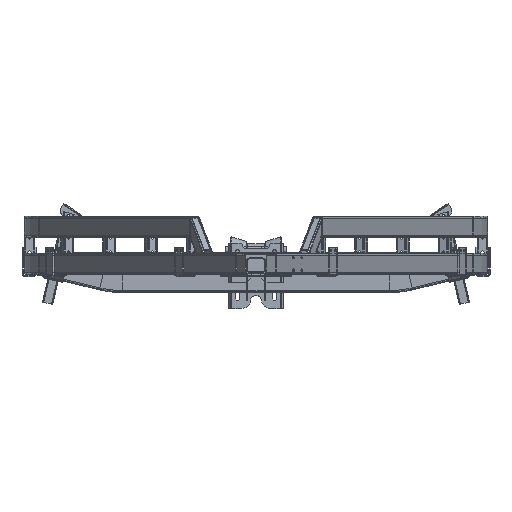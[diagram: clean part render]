
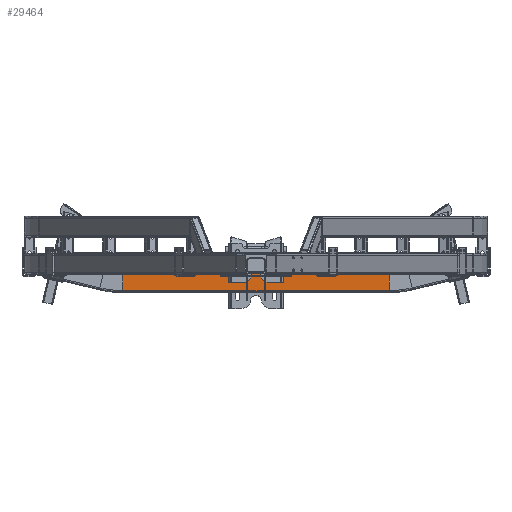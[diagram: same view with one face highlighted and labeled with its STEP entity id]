
A CAD part, left-side view. The second image highlights one B-rep face of the part: STEP entity #29464.
In plain terms, the highlighted free-form (B-spline) face has degree [1, 1] with [2, 2] control points.
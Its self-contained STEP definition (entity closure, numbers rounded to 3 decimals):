
#29158 = EDGE_CURVE('',#29159,#29161,#29163,.T.);
#29159 = VERTEX_POINT('',#29160);
#29160 = CARTESIAN_POINT('',(2517.811,-426.676,
    5.939));
#29161 = VERTEX_POINT('',#29162);
#29162 = CARTESIAN_POINT('',(2517.811,-426.676,
    -48.363));
#29163 = B_SPLINE_CURVE_WITH_KNOTS('',1,(#29164,#29165),.UNSPECIFIED.,
  .F.,.F.,(2,2),(0.,64.),.PIECEWISE_BEZIER_KNOTS.);
#29164 = CARTESIAN_POINT('',(2517.811,-426.676,
    5.939));
#29165 = CARTESIAN_POINT('',(2517.811,-426.676,
    -48.363));
#29236 = EDGE_CURVE('',#29237,#29239,#29241,.T.);
#29237 = VERTEX_POINT('',#29238);
#29238 = CARTESIAN_POINT('',(2517.811,426.676,
    5.939));
#29239 = VERTEX_POINT('',#29240);
#29240 = CARTESIAN_POINT('',(2517.811,426.676,
    -48.363));
#29241 = B_SPLINE_CURVE_WITH_KNOTS('',1,(#29242,#29243),.UNSPECIFIED.,
  .F.,.F.,(2,2),(0.,64.),.PIECEWISE_BEZIER_KNOTS.);
#29242 = CARTESIAN_POINT('',(2517.811,426.676,
    5.939));
#29243 = CARTESIAN_POINT('',(2517.811,426.676,
    -48.363));
#29452 = EDGE_CURVE('',#29239,#29161,#29453,.T.);
#29453 = B_SPLINE_CURVE_WITH_KNOTS('',1,(#29454,#29455),.UNSPECIFIED.,
  .F.,.F.,(2,2),(0.,1005.752),.PIECEWISE_BEZIER_KNOTS.);
#29454 = CARTESIAN_POINT('',(2517.811,426.676,
    -48.363));
#29455 = CARTESIAN_POINT('',(2517.811,-426.676,
    -48.363));
#29464 = ADVANCED_FACE('',(#29465,#29479,#29493),#29503,.T.);
#29465 = FACE_BOUND('',#29466,.T.);
#29466 = EDGE_LOOP('',(#29467));
#29467 = ORIENTED_EDGE('',*,*,#29468,.T.);
#29468 = EDGE_CURVE('',#29469,#29469,#29471,.T.);
#29469 = VERTEX_POINT('',#29470);
#29470 = CARTESIAN_POINT('',(2517.811,-59.393,
    -9.757));
#29471 = ( BOUNDED_CURVE() B_SPLINE_CURVE(2,(#29472,#29473,#29474,#29475
    ,#29476,#29477,#29478),.UNSPECIFIED.,.T.,.F.) 
B_SPLINE_CURVE_WITH_KNOTS((1,2,2,2,2,1),(-2.094,0.,
    2.094,4.189,6.283,8.378),
.UNSPECIFIED.) CURVE() GEOMETRIC_REPRESENTATION_ITEM() 
RATIONAL_B_SPLINE_CURVE((1.,0.5,1.,0.5,1.,0.5,1.)) REPRESENTATION_ITEM(
  '') );
#29472 = CARTESIAN_POINT('',(2517.811,-59.393,
    -9.757));
#29473 = CARTESIAN_POINT('',(2517.811,-49.841,
    -9.757));
#29474 = CARTESIAN_POINT('',(2517.811,-54.617,
    -1.485));
#29475 = CARTESIAN_POINT('',(2517.811,-59.393,
    6.788));
#29476 = CARTESIAN_POINT('',(2517.811,-64.169,
    -1.485));
#29477 = CARTESIAN_POINT('',(2517.811,-68.945,
    -9.757));
#29478 = CARTESIAN_POINT('',(2517.811,-59.393,
    -9.757));
#29479 = FACE_BOUND('',#29480,.T.);
#29480 = EDGE_LOOP('',(#29481));
#29481 = ORIENTED_EDGE('',*,*,#29482,.T.);
#29482 = EDGE_CURVE('',#29483,#29483,#29485,.T.);
#29483 = VERTEX_POINT('',#29484);
#29484 = CARTESIAN_POINT('',(2517.811,59.393,
    -9.757));
#29485 = ( BOUNDED_CURVE() B_SPLINE_CURVE(2,(#29486,#29487,#29488,#29489
    ,#29490,#29491,#29492),.UNSPECIFIED.,.T.,.F.) 
B_SPLINE_CURVE_WITH_KNOTS((1,2,2,2,2,1),(-2.094,0.,
    2.094,4.189,6.283,8.378),
.UNSPECIFIED.) CURVE() GEOMETRIC_REPRESENTATION_ITEM() 
RATIONAL_B_SPLINE_CURVE((1.,0.5,1.,0.5,1.,0.5,1.)) REPRESENTATION_ITEM(
  '') );
#29486 = CARTESIAN_POINT('',(2517.811,59.393,
    -9.757));
#29487 = CARTESIAN_POINT('',(2517.811,68.945,
    -9.757));
#29488 = CARTESIAN_POINT('',(2517.811,64.169,
    -1.485));
#29489 = CARTESIAN_POINT('',(2517.811,59.393,
    6.788));
#29490 = CARTESIAN_POINT('',(2517.811,54.617,
    -1.485));
#29491 = CARTESIAN_POINT('',(2517.811,49.841,
    -9.757));
#29492 = CARTESIAN_POINT('',(2517.811,59.393,
    -9.757));
#29493 = FACE_BOUND('',#29494,.T.);
#29494 = EDGE_LOOP('',(#29495,#29496,#29497,#29502));
#29495 = ORIENTED_EDGE('',*,*,#29452,.T.);
#29496 = ORIENTED_EDGE('',*,*,#29158,.F.);
#29497 = ORIENTED_EDGE('',*,*,#29498,.F.);
#29498 = EDGE_CURVE('',#29237,#29159,#29499,.T.);
#29499 = B_SPLINE_CURVE_WITH_KNOTS('',1,(#29500,#29501),.UNSPECIFIED.,
  .F.,.F.,(2,2),(0.,1005.752),.PIECEWISE_BEZIER_KNOTS.);
#29500 = CARTESIAN_POINT('',(2517.811,426.676,
    5.939));
#29501 = CARTESIAN_POINT('',(2517.811,-426.676,
    5.939));
#29502 = ORIENTED_EDGE('',*,*,#29236,.T.);
#29503 = B_SPLINE_SURFACE_WITH_KNOTS('',1,1,(
    (#29504,#29505)
    ,(#29506,#29507
    )),.UNSPECIFIED.,.F.,.F.,.F.,(2,2),(2,2),(0.,64.),(0.,
    1005.752),.PIECEWISE_BEZIER_KNOTS.);
#29504 = CARTESIAN_POINT('',(2517.811,426.676,
    5.939));
#29505 = CARTESIAN_POINT('',(2517.811,-426.676,
    5.939));
#29506 = CARTESIAN_POINT('',(2517.811,426.676,
    -48.363));
#29507 = CARTESIAN_POINT('',(2517.811,-426.676,
    -48.363));
